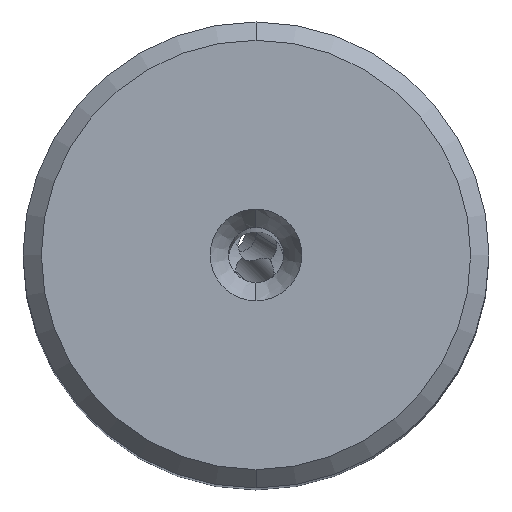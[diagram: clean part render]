
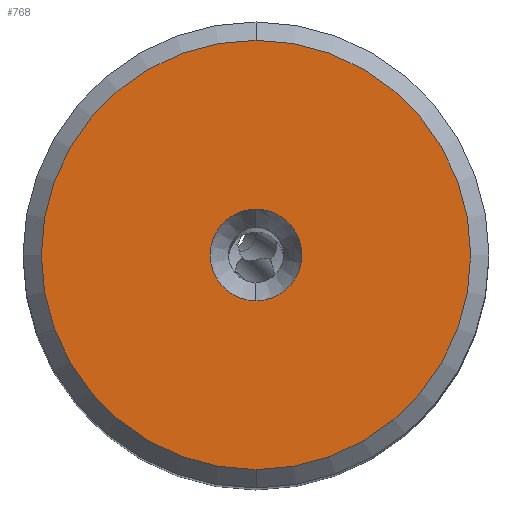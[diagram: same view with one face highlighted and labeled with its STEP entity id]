
A CAD part, top view. The second image highlights one B-rep face of the part: STEP entity #768.
In plain terms, the highlighted planar face has unit normal (0, 0, 1).
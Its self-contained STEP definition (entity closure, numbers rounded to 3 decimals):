
#213=PLANE('',#7285);
#768=ADVANCED_FACE('',(#1152,#1153),#213,.T.);
#1152=FACE_BOUND('',#1321,.T.);
#1153=FACE_BOUND('',#1322,.T.);
#1321=EDGE_LOOP('',(#3867,#3868));
#1322=EDGE_LOOP('',(#3869,#3870));
#2670=CIRCLE('',#7279,2.5);
#2671=CIRCLE('',#7281,2.5);
#2672=CIRCLE('',#7283,11.7);
#2673=CIRCLE('',#7284,11.7);
#3867=ORIENTED_EDGE('',*,*,#6267,.T.);
#3868=ORIENTED_EDGE('',*,*,#6268,.T.);
#3869=ORIENTED_EDGE('',*,*,#6264,.T.);
#3870=ORIENTED_EDGE('',*,*,#6266,.T.);
#5408=VERTEX_POINT('',#12699);
#5409=VERTEX_POINT('',#12701);
#5410=VERTEX_POINT('',#12707);
#5411=VERTEX_POINT('',#12708);
#6264=EDGE_CURVE('',#5409,#5408,#2670,.T.);
#6266=EDGE_CURVE('',#5408,#5409,#2671,.T.);
#6267=EDGE_CURVE('',#5410,#5411,#2672,.T.);
#6268=EDGE_CURVE('',#5411,#5410,#2673,.T.);
#7279=AXIS2_PLACEMENT_3D('',#12700,#8600,#8601);
#7281=AXIS2_PLACEMENT_3D('',#12704,#8605,#8606);
#7283=AXIS2_PLACEMENT_3D('',#12706,#8609,#8610);
#7284=AXIS2_PLACEMENT_3D('',#12709,#8611,#8612);
#7285=AXIS2_PLACEMENT_3D('',#12710,#8613,#8614);
#8600=DIRECTION('',(0.,0.,-1.));
#8601=DIRECTION('',(0.,1.,0.));
#8605=DIRECTION('',(0.,0.,-1.));
#8606=DIRECTION('',(0.,-1.,0.));
#8609=DIRECTION('',(0.,0.,1.));
#8610=DIRECTION('',(0.,1.,0.));
#8611=DIRECTION('',(0.,0.,1.));
#8612=DIRECTION('',(0.,-1.,0.));
#8613=DIRECTION('',(0.,0.,1.));
#8614=DIRECTION('',(0.,-1.,0.));
#12699=CARTESIAN_POINT('',(0.,-2.5,0.));
#12700=CARTESIAN_POINT('',(0.,0.,0.));
#12701=CARTESIAN_POINT('',(0.,2.5,0.));
#12704=CARTESIAN_POINT('',(0.,0.,0.));
#12706=CARTESIAN_POINT('',(0.,0.,0.));
#12707=CARTESIAN_POINT('',(0.,11.7,0.));
#12708=CARTESIAN_POINT('',(0.,-11.7,0.));
#12709=CARTESIAN_POINT('',(0.,0.,0.));
#12710=CARTESIAN_POINT('',(0.,0.,0.));
